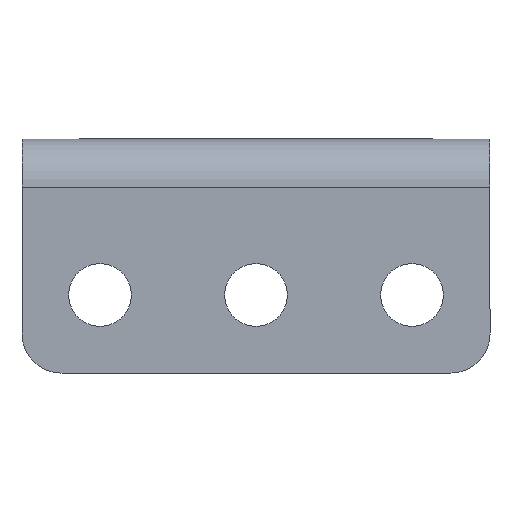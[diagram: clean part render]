
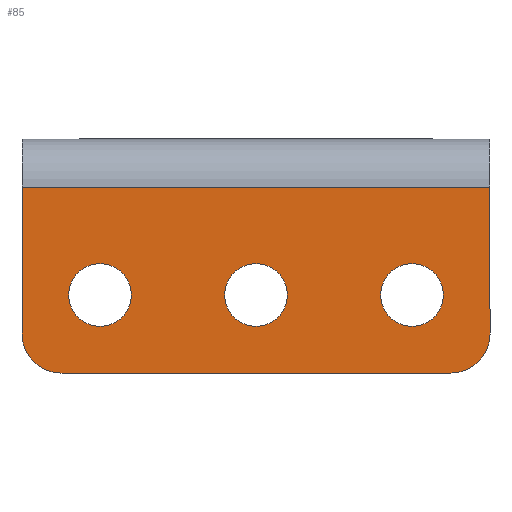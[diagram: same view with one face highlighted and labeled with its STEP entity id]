
A CAD part, front view. The second image highlights one B-rep face of the part: STEP entity #85.
In plain terms, the highlighted planar face has unit normal (0, -1, 0).
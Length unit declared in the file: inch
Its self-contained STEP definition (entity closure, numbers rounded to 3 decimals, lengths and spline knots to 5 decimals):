
#38 = CARTESIAN_POINT ( 'NONE',  ( 1.25, -0.125, -0.5 ) ) ;
#52 = VECTOR ( 'NONE', #650, 39.37008 ) ;
#60 = DIRECTION ( 'NONE',  ( 0., 0., -1. ) ) ;
#62 = EDGE_CURVE ( 'NONE', #119, #168, #919, .T. ) ;
#66 = CARTESIAN_POINT ( 'NONE',  ( 0.75, -0.125, -0.6005 ) ) ;
#74 = PLANE ( 'NONE',  #1000 ) ;
#83 = DIRECTION ( 'NONE',  ( 0., 0., -1. ) ) ;
#84 = DIRECTION ( 'NONE',  ( 0., 0., -1. ) ) ;
#85 = ADVANCED_FACE ( 'NONE', ( #851, #155, #463, #773 ), #74, .T. ) ;
#88 = ORIENTED_EDGE ( 'NONE', *, *, #62, .T. ) ;
#89 = DIRECTION ( 'NONE',  ( 0., -1., 0. ) ) ;
#93 = VECTOR ( 'NONE', #586, 39.37008 ) ;
#101 = EDGE_CURVE ( 'NONE', #375, #540, #122, .T. ) ;
#107 = LINE ( 'NONE', #983, #957 ) ;
#113 = LINE ( 'NONE', #518, #93 ) ;
#119 = VERTEX_POINT ( 'NONE', #635 ) ;
#122 = CIRCLE ( 'NONE', #657, 0.1005 ) ;
#126 = CARTESIAN_POINT ( 'NONE',  ( 0.25, -0.125, -0.5 ) ) ;
#132 = DIRECTION ( 'NONE',  ( 0., 0., 1. ) ) ;
#155 = FACE_BOUND ( 'NONE', #286, .T. ) ;
#161 = DIRECTION ( 'NONE',  ( 0., 0., 1. ) ) ;
#162 = CARTESIAN_POINT ( 'NONE',  ( 1.5, -0.125, 0. ) ) ;
#168 = VERTEX_POINT ( 'NONE', #491 ) ;
#183 = CARTESIAN_POINT ( 'NONE',  ( 0.75, -0.125, -0.3995 ) ) ;
#187 = DIRECTION ( 'NONE',  ( 0., 1., 0. ) ) ;
#188 = CIRCLE ( 'NONE', #954, 0.1005 ) ;
#198 = EDGE_LOOP ( 'NONE', ( #688, #470 ) ) ;
#199 = CARTESIAN_POINT ( 'NONE',  ( 0.125, -0.125, -0.75 ) ) ;
#205 = VERTEX_POINT ( 'NONE', #900 ) ;
#208 = DIRECTION ( 'NONE',  ( 0., 1., 0. ) ) ;
#211 = EDGE_CURVE ( 'NONE', #986, #641, #188, .T. ) ;
#217 = EDGE_CURVE ( 'NONE', #347, #929, #643, .T. ) ;
#222 = AXIS2_PLACEMENT_3D ( 'NONE', #785, #89, #83 ) ;
#227 = DIRECTION ( 'NONE',  ( 0., 0., 1. ) ) ;
#230 = VERTEX_POINT ( 'NONE', #199 ) ;
#234 = EDGE_CURVE ( 'NONE', #540, #375, #856, .T. ) ;
#252 = ORIENTED_EDGE ( 'NONE', *, *, #679, .T. ) ;
#269 = CARTESIAN_POINT ( 'NONE',  ( 0., -0.125, -0.75 ) ) ;
#270 = CIRCLE ( 'NONE', #334, 0.1005 ) ;
#277 = DIRECTION ( 'NONE',  ( 0., 0., 1. ) ) ;
#286 = EDGE_LOOP ( 'NONE', ( #252, #360 ) ) ;
#296 = DIRECTION ( 'NONE',  ( 0., 1., 0. ) ) ;
#324 = EDGE_CURVE ( 'NONE', #205, #168, #761, .T. ) ;
#334 = AXIS2_PLACEMENT_3D ( 'NONE', #428, #187, #363 ) ;
#347 = VERTEX_POINT ( 'NONE', #66 ) ;
#360 = ORIENTED_EDGE ( 'NONE', *, *, #217, .T. ) ;
#361 = DIRECTION ( 'NONE',  ( 0., 1., 0. ) ) ;
#363 = DIRECTION ( 'NONE',  ( 0., 0., 1. ) ) ;
#371 = ORIENTED_EDGE ( 'NONE', *, *, #211, .T. ) ;
#375 = VERTEX_POINT ( 'NONE', #938 ) ;
#378 = CARTESIAN_POINT ( 'NONE',  ( 0.75, -0.125, -0.5 ) ) ;
#384 = DIRECTION ( 'NONE',  ( 0., -1., 0. ) ) ;
#395 = DIRECTION ( 'NONE',  ( 0., 0., -1. ) ) ;
#400 = CARTESIAN_POINT ( 'NONE',  ( 0., -0.125, 0. ) ) ;
#428 = CARTESIAN_POINT ( 'NONE',  ( 1.25, -0.125, -0.5 ) ) ;
#457 = CARTESIAN_POINT ( 'NONE',  ( 1.25, -0.125, -0.3995 ) ) ;
#463 = FACE_BOUND ( 'NONE', #198, .T. ) ;
#470 = ORIENTED_EDGE ( 'NONE', *, *, #101, .T. ) ;
#482 = AXIS2_PLACEMENT_3D ( 'NONE', #768, #384, #84 ) ;
#483 = AXIS2_PLACEMENT_3D ( 'NONE', #559, #663, #277 ) ;
#491 = CARTESIAN_POINT ( 'NONE',  ( 1.5, -0.125, -0.625 ) ) ;
#497 = EDGE_CURVE ( 'NONE', #119, #230, #735, .T. ) ;
#498 = AXIS2_PLACEMENT_3D ( 'NONE', #378, #296, #227 ) ;
#502 = DIRECTION ( 'NONE',  ( 0., 0., 1. ) ) ;
#512 = AXIS2_PLACEMENT_3D ( 'NONE', #126, #208, #132 ) ;
#518 = CARTESIAN_POINT ( 'NONE',  ( 1.5, -0.125, -0.154 ) ) ;
#540 = VERTEX_POINT ( 'NONE', #581 ) ;
#545 = VECTOR ( 'NONE', #60, 39.37008 ) ;
#551 = ORIENTED_EDGE ( 'NONE', *, *, #990, .F. ) ;
#554 = CARTESIAN_POINT ( 'NONE',  ( 0., -0.125, -0.625 ) ) ;
#559 = CARTESIAN_POINT ( 'NONE',  ( 0.75, -0.125, -0.5 ) ) ;
#572 = ORIENTED_EDGE ( 'NONE', *, *, #577, .T. ) ;
#573 = EDGE_CURVE ( 'NONE', #641, #986, #270, .T. ) ;
#577 = EDGE_CURVE ( 'NONE', #205, #778, #113, .T. ) ;
#581 = CARTESIAN_POINT ( 'NONE',  ( 0.25, -0.125, -0.3995 ) ) ;
#586 = DIRECTION ( 'NONE',  ( -1., 0., 0. ) ) ;
#593 = DIRECTION ( 'NONE',  ( 0., 0., 1. ) ) ;
#607 = ORIENTED_EDGE ( 'NONE', *, *, #893, .T. ) ;
#635 = CARTESIAN_POINT ( 'NONE',  ( 1.375, -0.125, -0.75 ) ) ;
#641 = VERTEX_POINT ( 'NONE', #457 ) ;
#643 = CIRCLE ( 'NONE', #483, 0.1005 ) ;
#645 = CARTESIAN_POINT ( 'NONE',  ( 0., -0.125, -0.154 ) ) ;
#650 = DIRECTION ( 'NONE',  ( -1., 0., 0. ) ) ;
#657 = AXIS2_PLACEMENT_3D ( 'NONE', #704, #1008, #161 ) ;
#661 = CIRCLE ( 'NONE', #222, 0.125 ) ;
#663 = DIRECTION ( 'NONE',  ( 0., 1., 0. ) ) ;
#677 = CIRCLE ( 'NONE', #498, 0.1005 ) ;
#679 = EDGE_CURVE ( 'NONE', #929, #347, #677, .T. ) ;
#680 = ORIENTED_EDGE ( 'NONE', *, *, #497, .F. ) ;
#688 = ORIENTED_EDGE ( 'NONE', *, *, #234, .T. ) ;
#696 = DIRECTION ( 'NONE',  ( 0., -1., 0. ) ) ;
#704 = CARTESIAN_POINT ( 'NONE',  ( 0.25, -0.125, -0.5 ) ) ;
#735 = LINE ( 'NONE', #269, #52 ) ;
#761 = LINE ( 'NONE', #162, #545 ) ;
#768 = CARTESIAN_POINT ( 'NONE',  ( 1.375, -0.125, -0.625 ) ) ;
#773 = FACE_OUTER_BOUND ( 'NONE', #924, .T. ) ;
#778 = VERTEX_POINT ( 'NONE', #645 ) ;
#785 = CARTESIAN_POINT ( 'NONE',  ( 0.125, -0.125, -0.625 ) ) ;
#813 = CARTESIAN_POINT ( 'NONE',  ( 1.25, -0.125, -0.6005 ) ) ;
#851 = FACE_BOUND ( 'NONE', #981, .T. ) ;
#856 = CIRCLE ( 'NONE', #512, 0.1005 ) ;
#871 = ORIENTED_EDGE ( 'NONE', *, *, #573, .T. ) ;
#893 = EDGE_CURVE ( 'NONE', #948, #230, #661, .T. ) ;
#900 = CARTESIAN_POINT ( 'NONE',  ( 1.5, -0.125, -0.154 ) ) ;
#904 = ORIENTED_EDGE ( 'NONE', *, *, #324, .F. ) ;
#919 = CIRCLE ( 'NONE', #482, 0.125 ) ;
#924 = EDGE_LOOP ( 'NONE', ( #680, #88, #904, #572, #551, #607 ) ) ;
#929 = VERTEX_POINT ( 'NONE', #183 ) ;
#938 = CARTESIAN_POINT ( 'NONE',  ( 0.25, -0.125, -0.6005 ) ) ;
#948 = VERTEX_POINT ( 'NONE', #554 ) ;
#954 = AXIS2_PLACEMENT_3D ( 'NONE', #38, #361, #593 ) ;
#957 = VECTOR ( 'NONE', #502, 39.37008 ) ;
#981 = EDGE_LOOP ( 'NONE', ( #871, #371 ) ) ;
#983 = CARTESIAN_POINT ( 'NONE',  ( 0., -0.125, 0. ) ) ;
#986 = VERTEX_POINT ( 'NONE', #813 ) ;
#990 = EDGE_CURVE ( 'NONE', #948, #778, #107, .T. ) ;
#1000 = AXIS2_PLACEMENT_3D ( 'NONE', #400, #696, #395 ) ;
#1008 = DIRECTION ( 'NONE',  ( 0., 1., 0. ) ) ;
